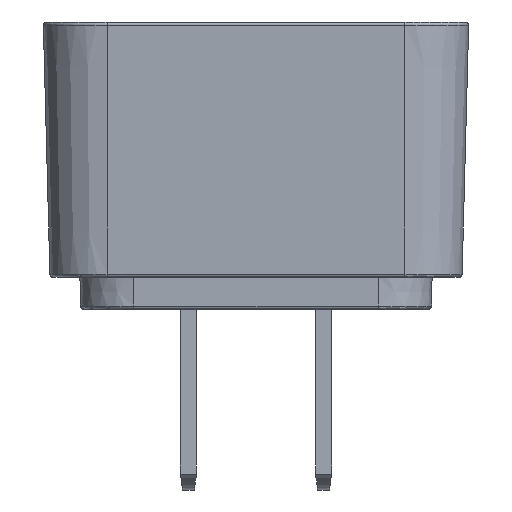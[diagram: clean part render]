
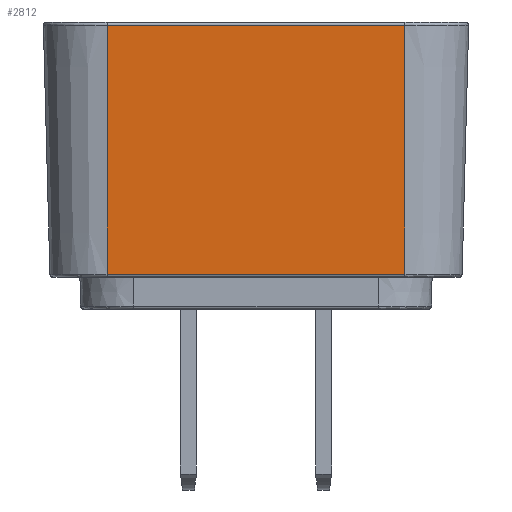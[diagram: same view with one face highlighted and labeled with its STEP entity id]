
A CAD part, left-side view. The second image highlights one B-rep face of the part: STEP entity #2812.
In plain terms, the highlighted planar face has unit normal (-1, 0, -0.026).
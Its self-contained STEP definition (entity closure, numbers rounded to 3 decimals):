
#1789 = DIRECTION ( 'NONE',  ( 0., 1., 0. ) ) ;
#2709 = DIRECTION ( 'NONE',  ( 0.026, 0., -1. ) ) ;
#2812 = ADVANCED_FACE ( 'NONE', ( #26444 ), #15816, .T. ) ;
#6734 = DIRECTION ( 'NONE',  ( -0.026, 0., 1. ) ) ;
#7549 = ORIENTED_EDGE ( 'NONE', *, *, #9816, .T. ) ;
#7882 = EDGE_CURVE ( 'NONE', #22287, #9808, #29722, .T. ) ;
#9121 = CARTESIAN_POINT ( 'NONE',  ( -27.75, 14., 24. ) ) ;
#9342 = CARTESIAN_POINT ( 'NONE',  ( -27.129, -14.164, 0.292 ) ) ;
#9348 = EDGE_CURVE ( 'NONE', #29720, #10238, #19037, .T. ) ;
#9808 = VERTEX_POINT ( 'NONE', #15540 ) ;
#9816 = EDGE_CURVE ( 'NONE', #9808, #10238, #32923, .T. ) ;
#10238 = VERTEX_POINT ( 'NONE', #26268 ) ;
#10887 = CARTESIAN_POINT ( 'NONE',  ( -27.742, 15.903, 23.692 ) ) ;
#12358 = ORIENTED_EDGE ( 'NONE', *, *, #7882, .T. ) ;
#13926 = VECTOR ( 'NONE', #1789, 1000. ) ;
#15540 = CARTESIAN_POINT ( 'NONE',  ( -27.742, 14., 23.692 ) ) ;
#15685 = VECTOR ( 'NONE', #2709, 1000. ) ;
#15816 = PLANE ( 'NONE',  #19363 ) ;
#16355 = CARTESIAN_POINT ( 'NONE',  ( -27.75, 15.903, 24. ) ) ;
#16516 = CARTESIAN_POINT ( 'NONE',  ( -27.75, -14., 24. ) ) ;
#18904 = CARTESIAN_POINT ( 'NONE',  ( -27.129, -14., 0.292 ) ) ;
#19037 = LINE ( 'NONE', #9342, #20979 ) ;
#19233 = LINE ( 'NONE', #16516, #25484 ) ;
#19363 = AXIS2_PLACEMENT_3D ( 'NONE', #16355, #34697, #6734 ) ;
#20979 = VECTOR ( 'NONE', #30734, 1000. ) ;
#22287 = VERTEX_POINT ( 'NONE', #38530 ) ;
#22614 = ORIENTED_EDGE ( 'NONE', *, *, #35362, .T. ) ;
#25484 = VECTOR ( 'NONE', #28836, 1000. ) ;
#26268 = CARTESIAN_POINT ( 'NONE',  ( -27.129, 14., 0.292 ) ) ;
#26444 = FACE_OUTER_BOUND ( 'NONE', #33202, .T. ) ;
#28836 = DIRECTION ( 'NONE',  ( -0.026, 0., 1. ) ) ;
#29720 = VERTEX_POINT ( 'NONE', #18904 ) ;
#29722 = LINE ( 'NONE', #10887, #13926 ) ;
#30734 = DIRECTION ( 'NONE',  ( 0., 1., 0. ) ) ;
#32923 = LINE ( 'NONE', #9121, #15685 ) ;
#33202 = EDGE_LOOP ( 'NONE', ( #22614, #12358, #7549, #38874 ) ) ;
#34697 = DIRECTION ( 'NONE',  ( -1., 0., -0.026 ) ) ;
#35362 = EDGE_CURVE ( 'NONE', #29720, #22287, #19233, .T. ) ;
#38530 = CARTESIAN_POINT ( 'NONE',  ( -27.742, -14., 23.692 ) ) ;
#38874 = ORIENTED_EDGE ( 'NONE', *, *, #9348, .F. ) ;
